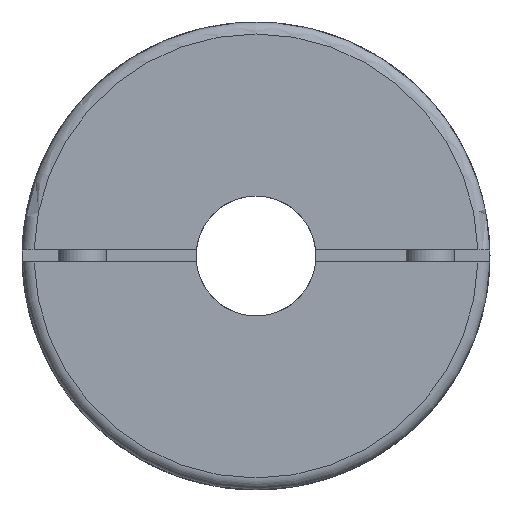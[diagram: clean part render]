
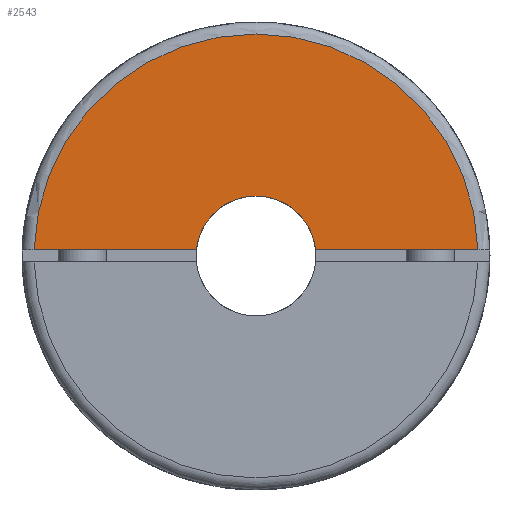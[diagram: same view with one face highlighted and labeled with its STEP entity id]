
A CAD part, left-side view. The second image highlights one B-rep face of the part: STEP entity #2543.
In plain terms, the highlighted planar face has unit normal (-1, 0, 0).
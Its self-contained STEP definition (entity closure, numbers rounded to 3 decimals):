
#69=PLANE('',#2765);
#192=CIRCLE('',#2760,18.5);
#195=CIRCLE('',#2764,5.);
#282=LINE('',#3995,#488);
#283=LINE('',#3996,#489);
#488=VECTOR('',#3092,1000.);
#489=VECTOR('',#3093,1000.);
#737=ORIENTED_EDGE('',*,*,#1433,.F.);
#738=ORIENTED_EDGE('',*,*,#1440,.T.);
#739=ORIENTED_EDGE('',*,*,#1438,.T.);
#740=ORIENTED_EDGE('',*,*,#1441,.T.);
#1433=EDGE_CURVE('',#1782,#1783,#192,.T.);
#1438=EDGE_CURVE('',#1788,#1787,#195,.T.);
#1440=EDGE_CURVE('',#1782,#1788,#282,.T.);
#1441=EDGE_CURVE('',#1787,#1783,#283,.T.);
#1782=VERTEX_POINT('',#3975);
#1783=VERTEX_POINT('',#3977);
#1787=VERTEX_POINT('',#3990);
#1788=VERTEX_POINT('',#3992);
#2055=EDGE_LOOP('',(#737,#738,#739,#740));
#2281=FACE_BOUND('',#2055,.T.);
#2543=ADVANCED_FACE('',(#2281),#69,.T.);
#2760=AXIS2_PLACEMENT_3D('',#3976,#3078,#3079);
#2764=AXIS2_PLACEMENT_3D('',#3991,#3087,#3088);
#2765=AXIS2_PLACEMENT_3D('',#3994,#3090,#3091);
#3078=DIRECTION('',(1.,0.,0.));
#3079=DIRECTION('',(0.,0.,-1.));
#3087=DIRECTION('',(1.,0.,0.));
#3088=DIRECTION('',(0.,0.,-1.));
#3090=DIRECTION('',(-1.,0.,0.));
#3091=DIRECTION('',(0.,0.,1.));
#3092=DIRECTION('',(0.,-1.,0.));
#3093=DIRECTION('',(0.,-1.,0.));
#3975=CARTESIAN_POINT('',(0.,18.493,0.5));
#3976=CARTESIAN_POINT('',(0.,0.,0.));
#3977=CARTESIAN_POINT('',(0.,-18.493,0.5));
#3990=CARTESIAN_POINT('',(0.,-4.975,0.5));
#3991=CARTESIAN_POINT('',(0.,0.,0.));
#3992=CARTESIAN_POINT('',(0.,4.975,0.5));
#3994=CARTESIAN_POINT('',(0.,18.5,0.));
#3995=CARTESIAN_POINT('',(0.,19.5,0.5));
#3996=CARTESIAN_POINT('',(0.,19.5,0.5));
